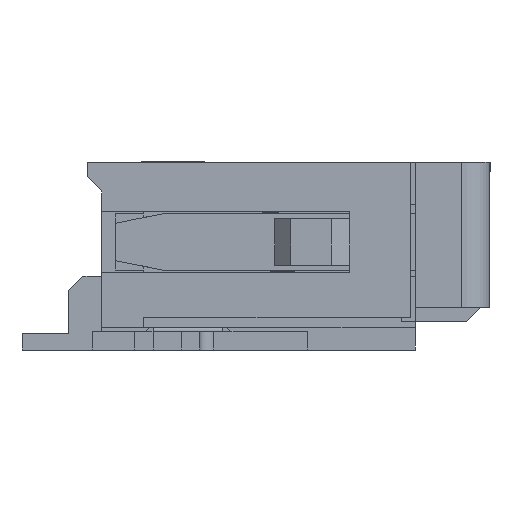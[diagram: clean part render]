
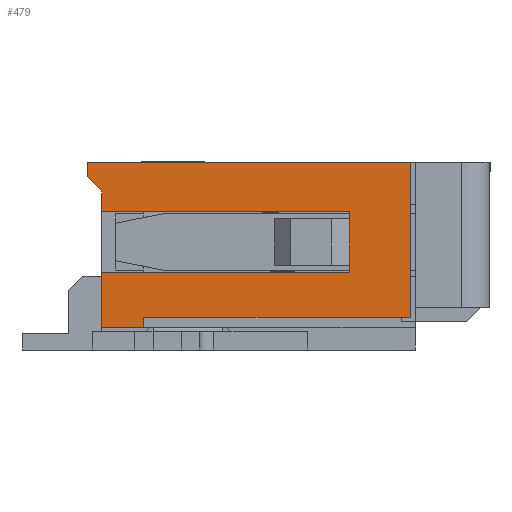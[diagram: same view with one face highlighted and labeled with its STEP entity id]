
A CAD part, left-side view. The second image highlights one B-rep face of the part: STEP entity #479.
In plain terms, the highlighted planar face has unit normal (-1, 0, 0).
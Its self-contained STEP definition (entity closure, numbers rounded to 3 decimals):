
#479 = ADVANCED_FACE ( 'NONE', ( #49646 ), #30838, .T. ) ;
#640 = CARTESIAN_POINT ( 'NONE',  ( -7.15, -2.8, 0.83 ) ) ;
#850 = DIRECTION ( 'NONE',  ( 0., -1., 0. ) ) ;
#1427 = ORIENTED_EDGE ( 'NONE', *, *, #30713, .F. ) ;
#1896 = VECTOR ( 'NONE', #43608, 1000. ) ;
#1907 = VERTEX_POINT ( 'NONE', #2014 ) ;
#2014 = CARTESIAN_POINT ( 'NONE',  ( -7.15, 0., 1.85 ) ) ;
#2185 = ORIENTED_EDGE ( 'NONE', *, *, #18402, .T. ) ;
#2361 = LINE ( 'NONE', #37700, #23689 ) ;
#2433 = ORIENTED_EDGE ( 'NONE', *, *, #36128, .F. ) ;
#4542 = CARTESIAN_POINT ( 'NONE',  ( -7.15, -0.6, 0.24 ) ) ;
#4576 = DIRECTION ( 'NONE',  ( 0., 1., 0. ) ) ;
#5504 = VERTEX_POINT ( 'NONE', #12011 ) ;
#5974 = ORIENTED_EDGE ( 'NONE', *, *, #46312, .F. ) ;
#7298 = ORIENTED_EDGE ( 'NONE', *, *, #40588, .F. ) ;
#7852 = DIRECTION ( 'NONE',  ( 0., -0.707, -0.707 ) ) ;
#7964 = CARTESIAN_POINT ( 'NONE',  ( -7.15, -2.8, 1.48 ) ) ;
#8852 = ORIENTED_EDGE ( 'NONE', *, *, #35887, .F. ) ;
#9736 = CARTESIAN_POINT ( 'NONE',  ( -7.15, -0.6, 0.35 ) ) ;
#10444 = CARTESIAN_POINT ( 'NONE',  ( -7.15, 0., 2. ) ) ;
#10804 = DIRECTION ( 'NONE',  ( 0., 0., 1. ) ) ;
#10827 = VERTEX_POINT ( 'NONE', #19420 ) ;
#11539 = LINE ( 'NONE', #38506, #32806 ) ;
#12011 = CARTESIAN_POINT ( 'NONE',  ( -7.15, -0.15, 0.83 ) ) ;
#12306 = VERTEX_POINT ( 'NONE', #26697 ) ;
#13265 = VECTOR ( 'NONE', #36198, 1000. ) ;
#14161 = CARTESIAN_POINT ( 'NONE',  ( -7.15, -0.15, 1.48 ) ) ;
#14390 = DIRECTION ( 'NONE',  ( 0., 0., -1. ) ) ;
#14822 = DIRECTION ( 'NONE',  ( 0., 0., 1. ) ) ;
#14906 = DIRECTION ( 'NONE',  ( 0., 0., -1. ) ) ;
#15463 = ORIENTED_EDGE ( 'NONE', *, *, #36357, .F. ) ;
#16072 = DIRECTION ( 'NONE',  ( 0., 0., 1. ) ) ;
#16742 = DIRECTION ( 'NONE',  ( 0., 1., 0. ) ) ;
#16940 = CARTESIAN_POINT ( 'NONE',  ( -7.15, -3.45, 2. ) ) ;
#18402 = EDGE_CURVE ( 'NONE', #10827, #29481, #32468, .T. ) ;
#18472 = CARTESIAN_POINT ( 'NONE',  ( -7.15, -2.8, 0.83 ) ) ;
#19420 = CARTESIAN_POINT ( 'NONE',  ( -7.15, -0.15, 1.48 ) ) ;
#19462 = LINE ( 'NONE', #4542, #49667 ) ;
#19594 = EDGE_LOOP ( 'NONE', ( #5974, #20918, #22410, #46059, #2185, #15463, #2433, #40897, #7298, #28891, #1427, #8852 ) ) ;
#20075 = VECTOR ( 'NONE', #10804, 1000. ) ;
#20313 = CARTESIAN_POINT ( 'NONE',  ( -7.15, 0., 2. ) ) ;
#20579 = CARTESIAN_POINT ( 'NONE',  ( -7.15, -0.15, 0.24 ) ) ;
#20918 = ORIENTED_EDGE ( 'NONE', *, *, #30219, .T. ) ;
#22410 = ORIENTED_EDGE ( 'NONE', *, *, #40960, .T. ) ;
#23689 = VECTOR ( 'NONE', #16742, 1000. ) ;
#23779 = CARTESIAN_POINT ( 'NONE',  ( -7.15, -0.15, 1.48 ) ) ;
#24111 = LINE ( 'NONE', #36619, #42616 ) ;
#24524 = EDGE_CURVE ( 'NONE', #31194, #48039, #19462, .T. ) ;
#24672 = LINE ( 'NONE', #35892, #1896 ) ;
#26697 = CARTESIAN_POINT ( 'NONE',  ( -7.15, -0.15, 1.7 ) ) ;
#27332 = VERTEX_POINT ( 'NONE', #640 ) ;
#28891 = ORIENTED_EDGE ( 'NONE', *, *, #24524, .T. ) ;
#29481 = VERTEX_POINT ( 'NONE', #7964 ) ;
#29585 = CARTESIAN_POINT ( 'NONE',  ( -7.15, 0., 2. ) ) ;
#29704 = VECTOR ( 'NONE', #39386, 1000. ) ;
#30073 = CARTESIAN_POINT ( 'NONE',  ( -7.15, -3.45, 2. ) ) ;
#30219 = EDGE_CURVE ( 'NONE', #47083, #1907, #11539, .T. ) ;
#30713 = EDGE_CURVE ( 'NONE', #43386, #48039, #24111, .T. ) ;
#30838 = PLANE ( 'NONE',  #47027 ) ;
#31194 = VERTEX_POINT ( 'NONE', #44150 ) ;
#31243 = LINE ( 'NONE', #18472, #35430 ) ;
#31959 = CARTESIAN_POINT ( 'NONE',  ( -7.15, 0., 1.85 ) ) ;
#32293 = EDGE_CURVE ( 'NONE', #47823, #5504, #40036, .T. ) ;
#32468 = LINE ( 'NONE', #23779, #29704 ) ;
#32806 = VECTOR ( 'NONE', #14906, 1000. ) ;
#33049 = LINE ( 'NONE', #10444, #48951 ) ;
#33403 = LINE ( 'NONE', #14161, #20075 ) ;
#33535 = DIRECTION ( 'NONE',  ( 0., -1., 0. ) ) ;
#35123 = VECTOR ( 'NONE', #7852, 1000. ) ;
#35430 = VECTOR ( 'NONE', #14822, 1000. ) ;
#35887 = EDGE_CURVE ( 'NONE', #49814, #43386, #37494, .T. ) ;
#35892 = CARTESIAN_POINT ( 'NONE',  ( -7.15, -0.15, 0.83 ) ) ;
#35911 = DIRECTION ( 'NONE',  ( -1., 0., 0. ) ) ;
#36128 = EDGE_CURVE ( 'NONE', #5504, #27332, #24672, .T. ) ;
#36198 = DIRECTION ( 'NONE',  ( 0., 0., 1. ) ) ;
#36357 = EDGE_CURVE ( 'NONE', #27332, #29481, #31243, .T. ) ;
#36619 = CARTESIAN_POINT ( 'NONE',  ( -7.15, -3.45, 0.35 ) ) ;
#37494 = LINE ( 'NONE', #30073, #41165 ) ;
#37512 = CARTESIAN_POINT ( 'NONE',  ( -7.15, -0.15, 0.24 ) ) ;
#37700 = CARTESIAN_POINT ( 'NONE',  ( -7.15, -0.6, 0.24 ) ) ;
#38506 = CARTESIAN_POINT ( 'NONE',  ( -7.15, 0., 2. ) ) ;
#39386 = DIRECTION ( 'NONE',  ( 0., -1., 0. ) ) ;
#40036 = LINE ( 'NONE', #20579, #13265 ) ;
#40588 = EDGE_CURVE ( 'NONE', #31194, #47823, #2361, .T. ) ;
#40897 = ORIENTED_EDGE ( 'NONE', *, *, #32293, .F. ) ;
#40960 = EDGE_CURVE ( 'NONE', #1907, #12306, #42991, .T. ) ;
#41165 = VECTOR ( 'NONE', #14390, 1000. ) ;
#42616 = VECTOR ( 'NONE', #4576, 1000. ) ;
#42991 = LINE ( 'NONE', #31959, #35123 ) ;
#43386 = VERTEX_POINT ( 'NONE', #47072 ) ;
#43608 = DIRECTION ( 'NONE',  ( 0., -1., 0. ) ) ;
#44150 = CARTESIAN_POINT ( 'NONE',  ( -7.15, -0.6, 0.24 ) ) ;
#44965 = EDGE_CURVE ( 'NONE', #10827, #12306, #33403, .T. ) ;
#46059 = ORIENTED_EDGE ( 'NONE', *, *, #44965, .F. ) ;
#46312 = EDGE_CURVE ( 'NONE', #47083, #49814, #33049, .T. ) ;
#47027 = AXIS2_PLACEMENT_3D ( 'NONE', #20313, #35911, #850 ) ;
#47072 = CARTESIAN_POINT ( 'NONE',  ( -7.15, -3.45, 0.35 ) ) ;
#47083 = VERTEX_POINT ( 'NONE', #29585 ) ;
#47823 = VERTEX_POINT ( 'NONE', #37512 ) ;
#48039 = VERTEX_POINT ( 'NONE', #9736 ) ;
#48951 = VECTOR ( 'NONE', #33535, 1000. ) ;
#49646 = FACE_OUTER_BOUND ( 'NONE', #19594, .T. ) ;
#49667 = VECTOR ( 'NONE', #16072, 1000. ) ;
#49814 = VERTEX_POINT ( 'NONE', #16940 ) ;
